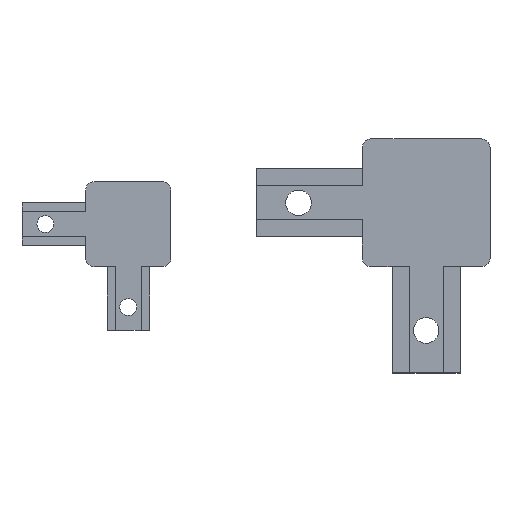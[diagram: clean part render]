
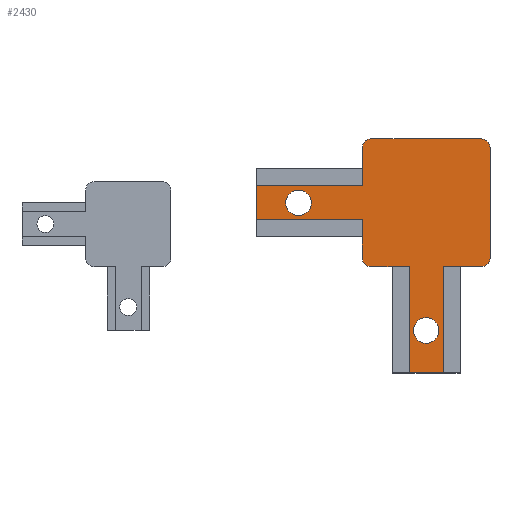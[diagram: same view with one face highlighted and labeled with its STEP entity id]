
A CAD part, top view. The second image highlights one B-rep face of the part: STEP entity #2430.
In plain terms, the highlighted planar face has unit normal (0, 0, 1).
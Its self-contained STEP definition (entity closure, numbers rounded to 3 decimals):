
#38=FACE_BOUND('',#350,.T.);
#39=FACE_BOUND('',#351,.T.);
#102=PLANE('',#2605);
#218=FACE_OUTER_BOUND('',#349,.T.);
#349=EDGE_LOOP('',(#2088,#2089,#2090,#2091,#2092,#2093,#2094,#2095,#2096,
#2097,#2098,#2099,#2100,#2101,#2102,#2103));
#350=EDGE_LOOP('',(#2104));
#351=EDGE_LOOP('',(#2105));
#593=LINE('',#3723,#909);
#617=LINE('',#3778,#933);
#620=LINE('',#3787,#936);
#625=LINE('',#3797,#941);
#626=LINE('',#3799,#942);
#627=LINE('',#3801,#943);
#628=LINE('',#3803,#944);
#629=LINE('',#3804,#945);
#630=LINE('',#3806,#946);
#631=LINE('',#3808,#947);
#632=LINE('',#3809,#948);
#633=LINE('',#3810,#949);
#909=VECTOR('',#3031,10.);
#933=VECTOR('',#3071,10.);
#936=VECTOR('',#3080,10.);
#941=VECTOR('',#3087,10.);
#942=VECTOR('',#3088,10.);
#943=VECTOR('',#3089,10.);
#944=VECTOR('',#3090,10.);
#945=VECTOR('',#3091,10.);
#946=VECTOR('',#3092,10.);
#947=VECTOR('',#3093,10.);
#948=VECTOR('',#3094,10.);
#949=VECTOR('',#3095,10.);
#1052=CIRCLE('',#2587,2.);
#1059=CIRCLE('',#2597,2.);
#1060=CIRCLE('',#2600,2.);
#1061=CIRCLE('',#2603,2.);
#1062=CIRCLE('',#2606,3.);
#1063=CIRCLE('',#2607,3.);
#1189=VERTEX_POINT('',#3660);
#1190=VERTEX_POINT('',#3662);
#1218=VERTEX_POINT('',#3722);
#1225=VERTEX_POINT('',#3738);
#1236=VERTEX_POINT('',#3764);
#1237=VERTEX_POINT('',#3766);
#1241=VERTEX_POINT('',#3776);
#1242=VERTEX_POINT('',#3780);
#1243=VERTEX_POINT('',#3782);
#1244=VERTEX_POINT('',#3786);
#1248=VERTEX_POINT('',#3796);
#1249=VERTEX_POINT('',#3798);
#1250=VERTEX_POINT('',#3800);
#1251=VERTEX_POINT('',#3802);
#1252=VERTEX_POINT('',#3805);
#1253=VERTEX_POINT('',#3807);
#1254=VERTEX_POINT('',#3811);
#1255=VERTEX_POINT('',#3813);
#1481=EDGE_CURVE('',#1189,#1190,#1052,.T.);
#1511=EDGE_CURVE('',#1218,#1190,#593,.T.);
#1519=EDGE_CURVE('',#1218,#1225,#1059,.T.);
#1533=EDGE_CURVE('',#1236,#1237,#1060,.T.);
#1539=EDGE_CURVE('',#1236,#1241,#617,.T.);
#1541=EDGE_CURVE('',#1242,#1243,#1061,.T.);
#1543=EDGE_CURVE('',#1244,#1243,#620,.T.);
#1548=EDGE_CURVE('',#1189,#1248,#625,.T.);
#1549=EDGE_CURVE('',#1248,#1249,#626,.T.);
#1550=EDGE_CURVE('',#1249,#1250,#627,.T.);
#1551=EDGE_CURVE('',#1250,#1251,#628,.T.);
#1552=EDGE_CURVE('',#1251,#1237,#629,.T.);
#1553=EDGE_CURVE('',#1241,#1252,#630,.T.);
#1554=EDGE_CURVE('',#1252,#1253,#631,.T.);
#1555=EDGE_CURVE('',#1253,#1244,#632,.T.);
#1556=EDGE_CURVE('',#1242,#1225,#633,.T.);
#1557=EDGE_CURVE('',#1254,#1254,#1062,.T.);
#1558=EDGE_CURVE('',#1255,#1255,#1063,.T.);
#2088=ORIENTED_EDGE('',*,*,#1481,.F.);
#2089=ORIENTED_EDGE('',*,*,#1548,.T.);
#2090=ORIENTED_EDGE('',*,*,#1549,.T.);
#2091=ORIENTED_EDGE('',*,*,#1550,.T.);
#2092=ORIENTED_EDGE('',*,*,#1551,.T.);
#2093=ORIENTED_EDGE('',*,*,#1552,.T.);
#2094=ORIENTED_EDGE('',*,*,#1533,.F.);
#2095=ORIENTED_EDGE('',*,*,#1539,.T.);
#2096=ORIENTED_EDGE('',*,*,#1553,.T.);
#2097=ORIENTED_EDGE('',*,*,#1554,.T.);
#2098=ORIENTED_EDGE('',*,*,#1555,.T.);
#2099=ORIENTED_EDGE('',*,*,#1543,.T.);
#2100=ORIENTED_EDGE('',*,*,#1541,.F.);
#2101=ORIENTED_EDGE('',*,*,#1556,.T.);
#2102=ORIENTED_EDGE('',*,*,#1519,.F.);
#2103=ORIENTED_EDGE('',*,*,#1511,.T.);
#2104=ORIENTED_EDGE('',*,*,#1557,.T.);
#2105=ORIENTED_EDGE('',*,*,#1558,.T.);
#2430=ADVANCED_FACE('',(#218,#38,#39),#102,.T.);
#2587=AXIS2_PLACEMENT_3D('',#3663,#2992,#2993);
#2597=AXIS2_PLACEMENT_3D('',#3739,#3043,#3044);
#2600=AXIS2_PLACEMENT_3D('',#3767,#3062,#3063);
#2603=AXIS2_PLACEMENT_3D('',#3783,#3075,#3076);
#2605=AXIS2_PLACEMENT_3D('',#3795,#3085,#3086);
#2606=AXIS2_PLACEMENT_3D('',#3812,#3096,#3097);
#2607=AXIS2_PLACEMENT_3D('',#3814,#3098,#3099);
#2992=DIRECTION('center_axis',(0.,0.,-1.));
#2993=DIRECTION('ref_axis',(-0.707,0.707,0.));
#3031=DIRECTION('',(-1.,0.,0.));
#3043=DIRECTION('center_axis',(0.,0.,-1.));
#3044=DIRECTION('ref_axis',(0.707,0.707,0.));
#3062=DIRECTION('center_axis',(0.,0.,-1.));
#3063=DIRECTION('ref_axis',(-0.707,-0.707,0.));
#3071=DIRECTION('',(1.,0.,0.));
#3075=DIRECTION('center_axis',(0.,0.,-1.));
#3076=DIRECTION('ref_axis',(0.707,-0.707,0.));
#3080=DIRECTION('',(1.,0.,0.));
#3085=DIRECTION('center_axis',(0.,0.,1.));
#3086=DIRECTION('ref_axis',(1.,0.,0.));
#3087=DIRECTION('',(0.,-1.,0.));
#3088=DIRECTION('',(-1.,0.,0.));
#3089=DIRECTION('',(0.,-1.,0.));
#3090=DIRECTION('',(1.,0.,0.));
#3091=DIRECTION('',(0.,-1.,0.));
#3092=DIRECTION('',(0.,-1.,0.));
#3093=DIRECTION('',(1.,0.,0.));
#3094=DIRECTION('',(0.,1.,0.));
#3095=DIRECTION('',(0.,1.,0.));
#3096=DIRECTION('center_axis',(0.,0.,-1.));
#3097=DIRECTION('ref_axis',(1.,0.,0.));
#3098=DIRECTION('center_axis',(0.,0.,-1.));
#3099=DIRECTION('ref_axis',(1.,0.,0.));
#3660=CARTESIAN_POINT('',(65.,28.,0.));
#3662=CARTESIAN_POINT('',(67.,30.,0.));
#3663=CARTESIAN_POINT('Origin',(67.,28.,0.));
#3722=CARTESIAN_POINT('',(93.,30.,0.));
#3723=CARTESIAN_POINT('',(95.,30.,0.));
#3738=CARTESIAN_POINT('',(95.,28.,0.));
#3739=CARTESIAN_POINT('Origin',(93.,28.,0.));
#3764=CARTESIAN_POINT('',(67.,0.,0.));
#3766=CARTESIAN_POINT('',(65.,2.,0.));
#3767=CARTESIAN_POINT('Origin',(67.,2.,0.));
#3776=CARTESIAN_POINT('',(76.,0.,0.));
#3778=CARTESIAN_POINT('',(65.,0.,0.));
#3780=CARTESIAN_POINT('',(95.,2.,0.));
#3782=CARTESIAN_POINT('',(93.,0.,0.));
#3783=CARTESIAN_POINT('Origin',(93.,2.,0.));
#3786=CARTESIAN_POINT('',(84.,0.,0.));
#3787=CARTESIAN_POINT('',(75.75,0.,0.));
#3795=CARTESIAN_POINT('Origin',(67.5,2.5,0.));
#3796=CARTESIAN_POINT('',(65.,19.,0.));
#3797=CARTESIAN_POINT('',(65.,30.,0.));
#3798=CARTESIAN_POINT('',(40.,19.,0.));
#3799=CARTESIAN_POINT('',(66.25,19.,0.));
#3800=CARTESIAN_POINT('',(40.,11.,0.));
#3801=CARTESIAN_POINT('',(40.,19.,0.));
#3802=CARTESIAN_POINT('',(65.,11.,0.));
#3803=CARTESIAN_POINT('',(53.75,11.,0.));
#3804=CARTESIAN_POINT('',(65.,6.75,0.));
#3805=CARTESIAN_POINT('',(76.,-25.,0.));
#3806=CARTESIAN_POINT('',(76.,1.25,0.));
#3807=CARTESIAN_POINT('',(84.,-25.,0.));
#3808=CARTESIAN_POINT('',(72.,-25.,0.));
#3809=CARTESIAN_POINT('',(84.,-11.25,0.));
#3810=CARTESIAN_POINT('',(95.,0.,0.));
#3811=CARTESIAN_POINT('',(47.,15.,0.));
#3812=CARTESIAN_POINT('Origin',(50.,15.,0.));
#3813=CARTESIAN_POINT('',(77.,-15.,0.));
#3814=CARTESIAN_POINT('Origin',(80.,-15.,0.));
